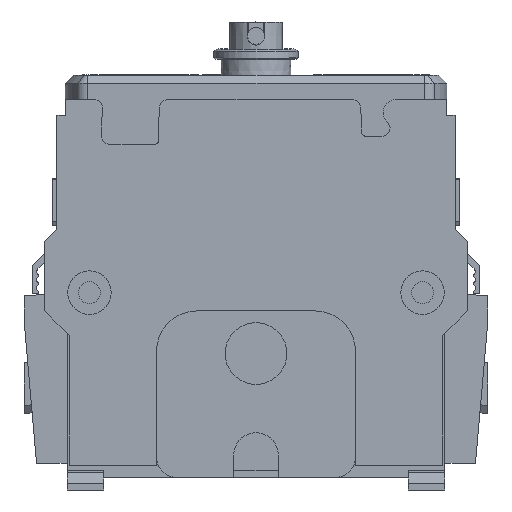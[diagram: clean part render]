
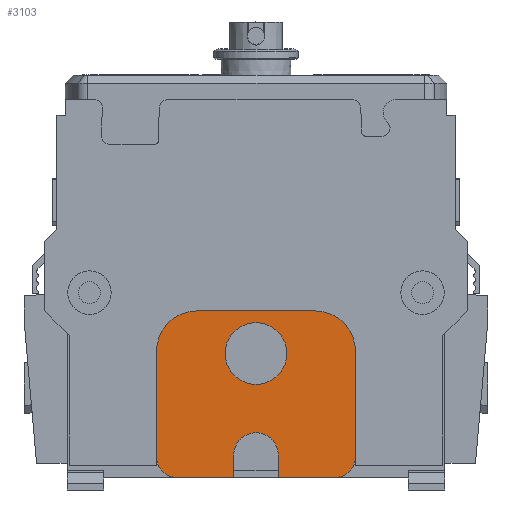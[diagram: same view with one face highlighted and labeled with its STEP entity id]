
A CAD part, front view. The second image highlights one B-rep face of the part: STEP entity #3103.
In plain terms, the highlighted planar face has unit normal (0, -1, 0).
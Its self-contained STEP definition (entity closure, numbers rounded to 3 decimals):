
#3103=ADVANCED_FACE('',(#6131,#6132),#4909,.F.);
#4909=PLANE('',#40377);
#6131=FACE_BOUND('',#6838,.T.);
#6132=FACE_BOUND('',#6839,.T.);
#6838=EDGE_LOOP('',(#10927,#10928,#10929,#10930,#10931,#10932,#10933,#10934,
#10935,#10936,#10937,#10938));
#6839=EDGE_LOOP('',(#10939));
#8714=CIRCLE('',#40193,10.);
#8715=CIRCLE('',#40196,10.);
#8748=CIRCLE('',#40320,7.6);
#8755=CIRCLE('',#40367,5.);
#8757=CIRCLE('',#40370,5.);
#8759=CIRCLE('',#40376,5.5);
#10927=ORIENTED_EDGE('',*,*,#25007,.T.);
#10928=ORIENTED_EDGE('',*,*,#25008,.T.);
#10929=ORIENTED_EDGE('',*,*,#25009,.T.);
#10930=ORIENTED_EDGE('',*,*,#25010,.T.);
#10931=ORIENTED_EDGE('',*,*,#24993,.F.);
#10932=ORIENTED_EDGE('',*,*,#24620,.F.);
#10933=ORIENTED_EDGE('',*,*,#24621,.F.);
#10934=ORIENTED_EDGE('',*,*,#24527,.F.);
#10935=ORIENTED_EDGE('',*,*,#24616,.F.);
#10936=ORIENTED_EDGE('',*,*,#24612,.F.);
#10937=ORIENTED_EDGE('',*,*,#24996,.F.);
#10938=ORIENTED_EDGE('',*,*,#25011,.T.);
#10939=ORIENTED_EDGE('',*,*,#24862,.T.);
#20197=VERTEX_POINT('',#53916);
#20198=VERTEX_POINT('',#53917);
#20263=VERTEX_POINT('',#54087);
#20264=VERTEX_POINT('',#54088);
#20267=VERTEX_POINT('',#54098);
#20268=VERTEX_POINT('',#54101);
#20425=VERTEX_POINT('',#54609);
#20522=VERTEX_POINT('',#54877);
#20524=VERTEX_POINT('',#54883);
#20530=VERTEX_POINT('',#54904);
#20531=VERTEX_POINT('',#54905);
#20532=VERTEX_POINT('',#54907);
#20533=VERTEX_POINT('',#54909);
#24527=EDGE_CURVE('',#20197,#20198,#30519,.T.);
#24612=EDGE_CURVE('',#20263,#20264,#30572,.T.);
#24616=EDGE_CURVE('',#20264,#20197,#8714,.T.);
#24620=EDGE_CURVE('',#20268,#20267,#30579,.T.);
#24621=EDGE_CURVE('',#20198,#20268,#8715,.T.);
#24862=EDGE_CURVE('',#20425,#20425,#8748,.T.);
#24993=EDGE_CURVE('',#20267,#20522,#8755,.T.);
#24996=EDGE_CURVE('',#20524,#20263,#8757,.T.);
#25007=EDGE_CURVE('',#20530,#20531,#30914,.T.);
#25008=EDGE_CURVE('',#20531,#20532,#8759,.T.);
#25009=EDGE_CURVE('',#20532,#20533,#30915,.T.);
#25010=EDGE_CURVE('',#20533,#20522,#30916,.T.);
#25011=EDGE_CURVE('',#20524,#20530,#30917,.T.);
#30519=LINE('',#53915,#35396);
#30572=LINE('',#54086,#35449);
#30579=LINE('',#54102,#35456);
#30914=LINE('',#54903,#35791);
#30915=LINE('',#54908,#35792);
#30916=LINE('',#54910,#35793);
#30917=LINE('',#54911,#35794);
#35396=VECTOR('',#43372,1.);
#35449=VECTOR('',#43529,1.);
#35456=VECTOR('',#43542,1.);
#35791=VECTOR('',#44239,1.);
#35792=VECTOR('',#44242,1.);
#35793=VECTOR('',#44243,1.);
#35794=VECTOR('',#44244,1.);
#40193=AXIS2_PLACEMENT_3D('',#54094,#43535,#43536);
#40196=AXIS2_PLACEMENT_3D('',#54104,#43545,#43546);
#40320=AXIS2_PLACEMENT_3D('',#54608,#43993,#43994);
#40367=AXIS2_PLACEMENT_3D('',#54876,#44211,#44212);
#40370=AXIS2_PLACEMENT_3D('',#54882,#44218,#44219);
#40376=AXIS2_PLACEMENT_3D('',#54906,#44240,#44241);
#40377=AXIS2_PLACEMENT_3D('',#54912,#44245,#44246);
#43372=DIRECTION('',(1.,0.,0.));
#43529=DIRECTION('',(0.,0.,1.));
#43535=DIRECTION('',(0.,1.,0.));
#43536=DIRECTION('',(-0.707,0.,0.707));
#43542=DIRECTION('',(0.,0.,-1.));
#43545=DIRECTION('',(0.,1.,0.));
#43546=DIRECTION('',(0.707,0.,0.707));
#43993=DIRECTION('',(0.,1.,0.));
#43994=DIRECTION('',(-1.,0.,0.));
#44211=DIRECTION('',(0.,1.,0.));
#44212=DIRECTION('',(0.707,0.,-0.707));
#44218=DIRECTION('',(0.,1.,0.));
#44219=DIRECTION('',(-0.707,0.,-0.707));
#44239=DIRECTION('',(0.,0.,1.));
#44240=DIRECTION('',(0.,1.,0.));
#44241=DIRECTION('',(-1.,0.,0.));
#44242=DIRECTION('',(0.,0.,-1.));
#44243=DIRECTION('',(1.,0.,0.));
#44244=DIRECTION('',(1.,0.,0.));
#44245=DIRECTION('',(0.,1.,0.));
#44246=DIRECTION('',(-1.,0.,0.));
#53915=CARTESIAN_POINT('',(-24.5,-54.,10.5));
#53916=CARTESIAN_POINT('',(-14.5,-54.,10.5));
#53917=CARTESIAN_POINT('',(14.5,-54.,10.5));
#54086=CARTESIAN_POINT('',(-24.5,-54.,-15.));
#54087=CARTESIAN_POINT('',(-24.5,-54.,-25.5));
#54088=CARTESIAN_POINT('',(-24.5,-54.,0.5));
#54094=CARTESIAN_POINT('',(-14.5,-54.,0.5));
#54098=CARTESIAN_POINT('',(24.5,-54.,-25.5));
#54101=CARTESIAN_POINT('',(24.5,-54.,0.5));
#54102=CARTESIAN_POINT('',(24.5,-54.,4.));
#54104=CARTESIAN_POINT('',(14.5,-54.,0.5));
#54608=CARTESIAN_POINT('',(0.,-54.,0.));
#54609=CARTESIAN_POINT('',(7.6,-54.,0.));
#54876=CARTESIAN_POINT('',(19.5,-54.,-25.5));
#54877=CARTESIAN_POINT('',(19.5,-54.,-30.5));
#54882=CARTESIAN_POINT('',(-19.5,-54.,-25.5));
#54883=CARTESIAN_POINT('',(-19.5,-54.,-30.5));
#54903=CARTESIAN_POINT('',(-5.5,-54.,-16.5));
#54904=CARTESIAN_POINT('',(-5.5,-54.,-30.5));
#54905=CARTESIAN_POINT('',(-5.5,-54.,-25.));
#54906=CARTESIAN_POINT('',(0.,-54.,-25.));
#54907=CARTESIAN_POINT('',(5.5,-54.,-25.));
#54908=CARTESIAN_POINT('',(5.5,-54.,-13.75));
#54909=CARTESIAN_POINT('',(5.5,-54.,-30.5));
#54910=CARTESIAN_POINT('',(-46.5,-54.,-30.5));
#54911=CARTESIAN_POINT('',(-46.5,-54.,-30.5));
#54912=CARTESIAN_POINT('',(0.,-54.,-2.5));
